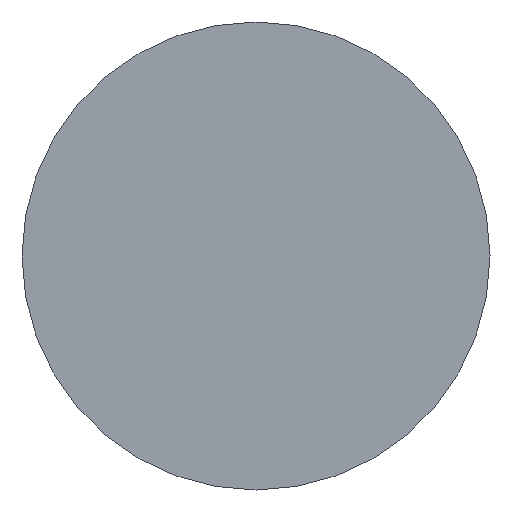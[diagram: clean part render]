
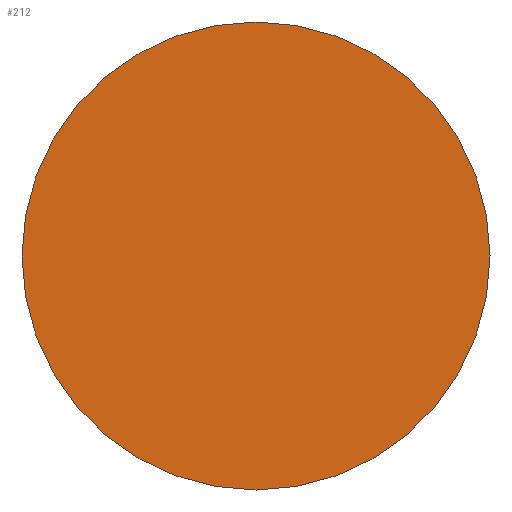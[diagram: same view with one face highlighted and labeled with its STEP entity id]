
A CAD part, front view. The second image highlights one B-rep face of the part: STEP entity #212.
In plain terms, the highlighted planar face has unit normal (0, -1, 0).
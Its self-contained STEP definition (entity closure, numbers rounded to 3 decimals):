
#119=CARTESIAN_POINT('',(0.,0.,0.));
#120=DIRECTION('',(0.,-1.,0.));
#121=DIRECTION('',(0.,0.,1.));
#122=AXIS2_PLACEMENT_3D('',#119,#120,#121);
#124=CARTESIAN_POINT('',(0.,0.,0.));
#125=DIRECTION('',(0.,1.,0.));
#126=DIRECTION('',(0.,0.,1.));
#127=AXIS2_PLACEMENT_3D('',#124,#125,#126);
#184=CARTESIAN_POINT('',(0.,0.,39.));
#186=VERTEX_POINT('',#184);
#188=CARTESIAN_POINT('',(0.,0.,-39.));
#190=VERTEX_POINT('',#188);
#201=CARTESIAN_POINT('',(0.,0.,0.));
#202=DIRECTION('',(0.,-1.,0.));
#203=DIRECTION('',(0.,0.,1.));
#204=AXIS2_PLACEMENT_3D('',#201,#202,#203);
#205=PLANE('',#204);
#207=ORIENTED_EDGE('',*,*,#206,.F.);
#209=ORIENTED_EDGE('',*,*,#208,.T.);
#210=EDGE_LOOP('',(#207,#209));
#211=FACE_OUTER_BOUND('',#210,.F.);
#123=CIRCLE('',#122,39.);
#128=CIRCLE('',#127,39.);
#206=EDGE_CURVE('',#186,#190,#123,.T.);
#208=EDGE_CURVE('',#186,#190,#128,.T.);
#212=ADVANCED_FACE('',(#211),#205,.T.);
